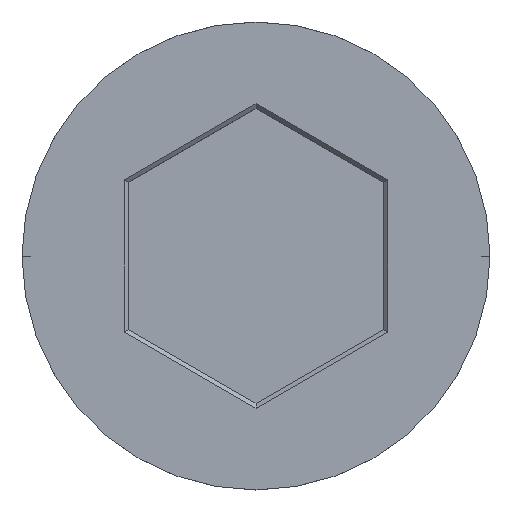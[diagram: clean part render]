
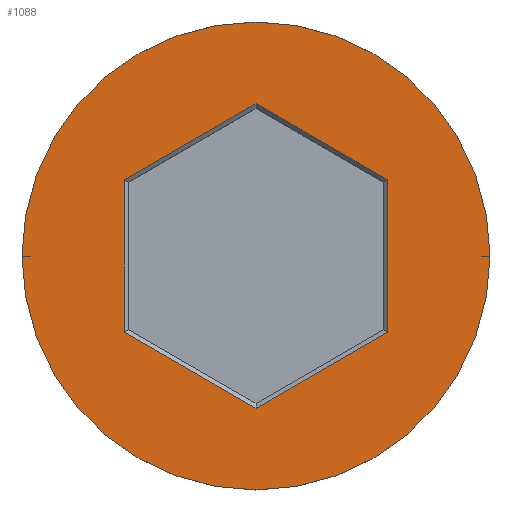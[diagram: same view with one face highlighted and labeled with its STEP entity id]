
A CAD part, top view. The second image highlights one B-rep face of the part: STEP entity #1088.
In plain terms, the highlighted planar face has unit normal (0, 0, 1).
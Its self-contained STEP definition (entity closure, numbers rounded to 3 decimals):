
#8 = AXIS2_PLACEMENT_3D ( 'NONE', #412, #1131, #25 ) ;
#25 = DIRECTION ( 'NONE',  ( 1., 0., 0. ) ) ;
#49 = CARTESIAN_POINT ( 'NONE',  ( 0., -3.58, 0. ) ) ;
#52 = CIRCLE ( 'NONE', #552, 5.5 ) ;
#104 = CARTESIAN_POINT ( 'NONE',  ( -3.1, 1.79, 0. ) ) ;
#141 = DIRECTION ( 'NONE',  ( 0., 0., 1. ) ) ;
#163 = CARTESIAN_POINT ( 'NONE',  ( 0., 3.58, 0. ) ) ;
#171 = CARTESIAN_POINT ( 'NONE',  ( 0.05, -3.551, 0. ) ) ;
#192 = ORIENTED_EDGE ( 'NONE', *, *, #420, .T. ) ;
#199 = VERTEX_POINT ( 'NONE', #1179 ) ;
#211 = VERTEX_POINT ( 'NONE', #836 ) ;
#237 = VECTOR ( 'NONE', #1020, 1000. ) ;
#247 = DIRECTION ( 'NONE',  ( 0., 1., 0. ) ) ;
#293 = EDGE_CURVE ( 'NONE', #757, #211, #1010, .T. ) ;
#301 = VERTEX_POINT ( 'NONE', #1577 ) ;
#357 = CARTESIAN_POINT ( 'NONE',  ( -3.05, -1.819, 0. ) ) ;
#385 = DIRECTION ( 'NONE',  ( 0., -1., 0. ) ) ;
#412 = CARTESIAN_POINT ( 'NONE',  ( 0., 0., 0. ) ) ;
#420 = EDGE_CURVE ( 'NONE', #301, #199, #52, .T. ) ;
#459 = CARTESIAN_POINT ( 'NONE',  ( 0., 0., 0. ) ) ;
#463 = LINE ( 'NONE', #171, #1197 ) ;
#472 = ORIENTED_EDGE ( 'NONE', *, *, #1128, .T. ) ;
#499 = DIRECTION ( 'NONE',  ( 0.866, 0.5, 0. ) ) ;
#504 = VECTOR ( 'NONE', #247, 1000. ) ;
#518 = EDGE_LOOP ( 'NONE', ( #751, #621, #674, #1525, #819, #733 ) ) ;
#519 = DIRECTION ( 'NONE',  ( 1., 0., 0. ) ) ;
#526 = VECTOR ( 'NONE', #499, 1000. ) ;
#534 = CARTESIAN_POINT ( 'NONE',  ( 3.05, 1.819, 0. ) ) ;
#537 = EDGE_CURVE ( 'NONE', #1422, #943, #1122, .T. ) ;
#552 = AXIS2_PLACEMENT_3D ( 'NONE', #459, #936, #822 ) ;
#588 = EDGE_LOOP ( 'NONE', ( #472, #192 ) ) ;
#613 = LINE ( 'NONE', #842, #526 ) ;
#616 = LINE ( 'NONE', #357, #1537 ) ;
#621 = ORIENTED_EDGE ( 'NONE', *, *, #1003, .T. ) ;
#674 = ORIENTED_EDGE ( 'NONE', *, *, #1499, .T. ) ;
#701 = CIRCLE ( 'NONE', #8, 5.5 ) ;
#733 = ORIENTED_EDGE ( 'NONE', *, *, #990, .T. ) ;
#744 = CARTESIAN_POINT ( 'NONE',  ( -3.1, 1.732, 0. ) ) ;
#751 = ORIENTED_EDGE ( 'NONE', *, *, #537, .T. ) ;
#757 = VERTEX_POINT ( 'NONE', #1533 ) ;
#786 = PLANE ( 'NONE',  #1489 ) ;
#819 = ORIENTED_EDGE ( 'NONE', *, *, #1277, .T. ) ;
#822 = DIRECTION ( 'NONE',  ( 1., 0., 0. ) ) ;
#836 = CARTESIAN_POINT ( 'NONE',  ( 3.1, -1.79, 0. ) ) ;
#842 = CARTESIAN_POINT ( 'NONE',  ( -0.05, 3.551, 0. ) ) ;
#936 = DIRECTION ( 'NONE',  ( 0., 0., 1. ) ) ;
#943 = VERTEX_POINT ( 'NONE', #104 ) ;
#990 = EDGE_CURVE ( 'NONE', #1165, #1422, #616, .T. ) ;
#1003 = EDGE_CURVE ( 'NONE', #943, #1192, #613, .T. ) ;
#1008 = VECTOR ( 'NONE', #385, 1000. ) ;
#1010 = LINE ( 'NONE', #1493, #1008 ) ;
#1020 = DIRECTION ( 'NONE',  ( 0.866, -0.5, 0. ) ) ;
#1021 = CARTESIAN_POINT ( 'NONE',  ( 0., 0., 0. ) ) ;
#1088 = ADVANCED_FACE ( 'NONE', ( #1126, #1148 ), #786, .T. ) ;
#1090 = DIRECTION ( 'NONE',  ( -0.866, 0.5, 0. ) ) ;
#1122 = LINE ( 'NONE', #744, #504 ) ;
#1126 = FACE_BOUND ( 'NONE', #518, .T. ) ;
#1128 = EDGE_CURVE ( 'NONE', #199, #301, #701, .T. ) ;
#1131 = DIRECTION ( 'NONE',  ( 0., 0., 1. ) ) ;
#1148 = FACE_OUTER_BOUND ( 'NONE', #588, .T. ) ;
#1165 = VERTEX_POINT ( 'NONE', #49 ) ;
#1179 = CARTESIAN_POINT ( 'NONE',  ( 5.5, 0., 0. ) ) ;
#1192 = VERTEX_POINT ( 'NONE', #163 ) ;
#1197 = VECTOR ( 'NONE', #1447, 1000. ) ;
#1277 = EDGE_CURVE ( 'NONE', #211, #1165, #463, .T. ) ;
#1422 = VERTEX_POINT ( 'NONE', #1494 ) ;
#1447 = DIRECTION ( 'NONE',  ( -0.866, -0.5, 0. ) ) ;
#1489 = AXIS2_PLACEMENT_3D ( 'NONE', #1021, #141, #519 ) ;
#1493 = CARTESIAN_POINT ( 'NONE',  ( 3.1, -1.732, 0. ) ) ;
#1494 = CARTESIAN_POINT ( 'NONE',  ( -3.1, -1.79, 0. ) ) ;
#1499 = EDGE_CURVE ( 'NONE', #1192, #757, #1516, .T. ) ;
#1516 = LINE ( 'NONE', #534, #237 ) ;
#1525 = ORIENTED_EDGE ( 'NONE', *, *, #293, .T. ) ;
#1533 = CARTESIAN_POINT ( 'NONE',  ( 3.1, 1.79, 0. ) ) ;
#1537 = VECTOR ( 'NONE', #1090, 1000. ) ;
#1577 = CARTESIAN_POINT ( 'NONE',  ( -5.5, 0., 0. ) ) ;
